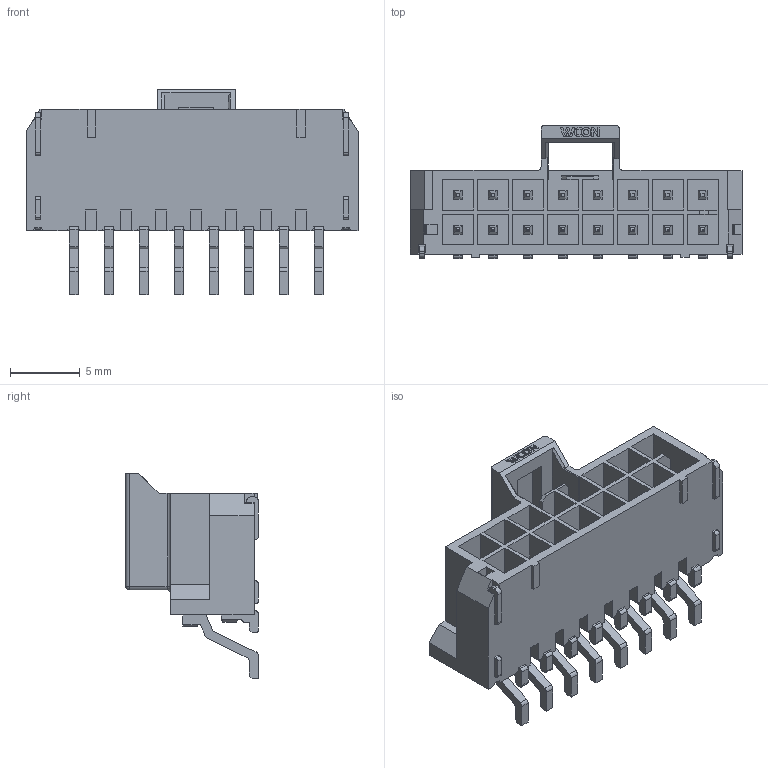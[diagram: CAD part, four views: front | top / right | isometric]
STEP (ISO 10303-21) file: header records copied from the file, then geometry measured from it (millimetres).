
FILE_DESCRIPTION( ('This file contains a STEP AP42 implementation' ,'as created by ZW3D STEP Interface translator.') ,'2;1' );
FILE_NAME( 'WF2508-2WZH08XXBA1.stp' ,'24 1 4.153036', (''), ('ZWCAD Software Co.'), 'Version 1.0', 'ZW3D to STEP translator', '' );
FILE_SCHEMA(('AUTOMOTIVE_DESIGN { 1 0 10303 214 1 1 1 1 }'));
Length unit declared in the file: millimetre
Products named in the file (2): 0; WF2508-2WZH08XXBA1001
Bounding box: 23.74 x 9.49 x 14.73 mm (x, y, z)
Volume: 759.7 mm3; surface area: 2359.3 mm2
Topology: 1 solids, 1 shells, 954 faces, 2637 edges, 1742 vertices
Faces by surface type: plane 772, cylinder 172, bspline 6, torus 2, sphere 2
Entity records: 31352 total; most frequent: CARTESIAN_POINT 5932, ORIENTED_EDGE 5274, DIRECTION 4723, EDGE_CURVE 2637, VECTOR 2185, LINE 2185, VERTEX_POINT 1742, AXIS2_PLACEMENT_3D 1269
